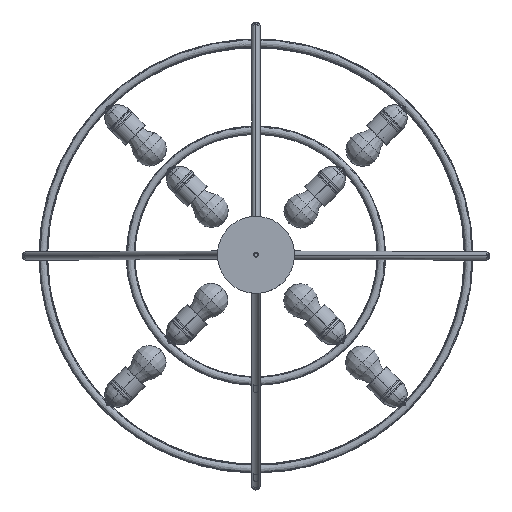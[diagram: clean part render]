
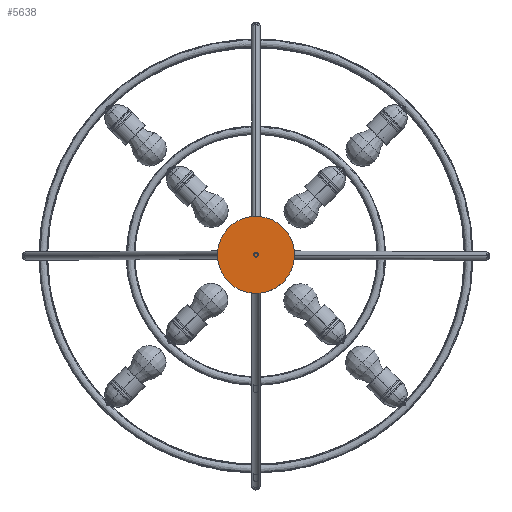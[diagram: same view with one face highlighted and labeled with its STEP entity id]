
A CAD part, top view. The second image highlights one B-rep face of the part: STEP entity #5638.
In plain terms, the highlighted planar face has unit normal (0, 0, 1).
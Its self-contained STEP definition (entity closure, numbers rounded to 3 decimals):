
#5638=ADVANCED_FACE('',(#7438),#40548,.T.);
#7438=FACE_OUTER_BOUND('',#9430,.T.);
#9430=EDGE_LOOP('',(#18342,#18343));
#18342=ORIENTED_EDGE('',*,*,#25750,.F.);
#18343=ORIENTED_EDGE('',*,*,#25736,.F.);
#25736=EDGE_CURVE('',#39871,#39879,#33175,.T.);
#25750=EDGE_CURVE('',#39879,#39871,#33189,.T.);
#33175=(
BOUNDED_CURVE()
B_SPLINE_CURVE(2,(#146993,#146994,#146995,#146996,#146997),
 .UNSPECIFIED.,.F.,.F.)
B_SPLINE_CURVE_WITH_KNOTS((3,2,3),(0.,107.281,214.562),
 .UNSPECIFIED.)
CURVE()
GEOMETRIC_REPRESENTATION_ITEM()
RATIONAL_B_SPLINE_CURVE((1.,0.707,1.,0.707,1.))
REPRESENTATION_ITEM('')
);
#33189=(
BOUNDED_CURVE()
B_SPLINE_CURVE(2,(#147047,#147048,#147049,#147050,#147051),
 .UNSPECIFIED.,.F.,.F.)
B_SPLINE_CURVE_WITH_KNOTS((3,2,3),(214.562,321.844,429.125),
 .UNSPECIFIED.)
CURVE()
GEOMETRIC_REPRESENTATION_ITEM()
RATIONAL_B_SPLINE_CURVE((1.,0.707,1.,0.707,1.))
REPRESENTATION_ITEM('')
);
#39871=VERTEX_POINT('',#146977);
#39879=VERTEX_POINT('',#146985);
#40548=PLANE('',#43924);
#43924=AXIS2_PLACEMENT_3D('',#146908,#45399,$);
#45399=DIRECTION('',(0.,0.,1.));
#146908=CARTESIAN_POINT('',(-88.579,1681.039,1167.588));
#146977=CARTESIAN_POINT('',(68.247,1601.616,1167.588));
#146985=CARTESIAN_POINT('',(-68.247,1596.384,1167.588));
#146993=CARTESIAN_POINT('',(68.247,1601.616,1167.588));
#146994=CARTESIAN_POINT('',(70.863,1533.368,1167.588));
#146995=CARTESIAN_POINT('',(2.616,1530.753,1167.588));
#146996=CARTESIAN_POINT('',(-65.632,1528.137,1167.588));
#146997=CARTESIAN_POINT('',(-68.247,1596.384,1167.588));
#147047=CARTESIAN_POINT('',(-68.247,1596.384,1167.588));
#147048=CARTESIAN_POINT('',(-70.863,1664.632,1167.588));
#147049=CARTESIAN_POINT('',(-2.616,1667.247,1167.588));
#147050=CARTESIAN_POINT('',(65.632,1669.863,1167.588));
#147051=CARTESIAN_POINT('',(68.247,1601.616,1167.588));
